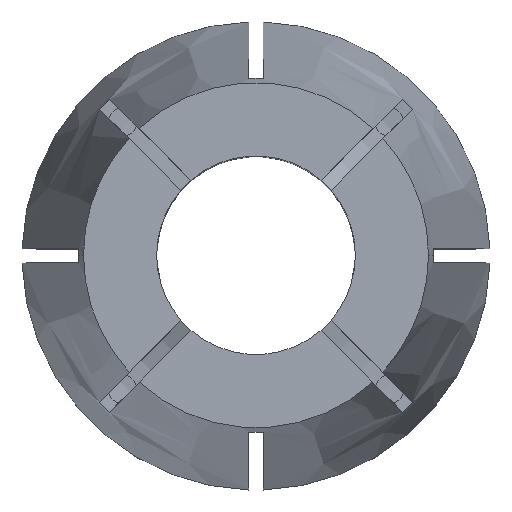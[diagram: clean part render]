
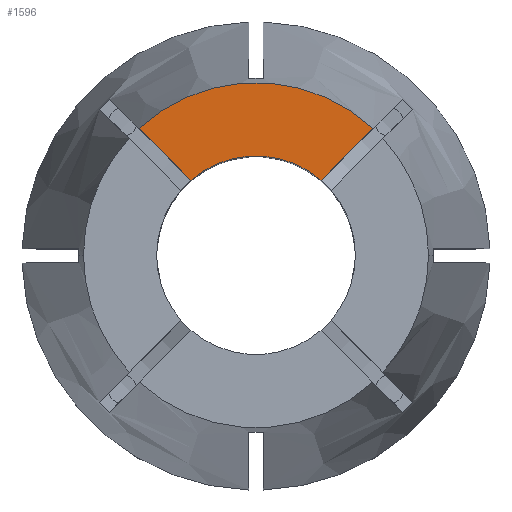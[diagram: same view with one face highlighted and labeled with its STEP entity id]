
A CAD part, top view. The second image highlights one B-rep face of the part: STEP entity #1596.
In plain terms, the highlighted planar face has unit normal (0, 0, 1).
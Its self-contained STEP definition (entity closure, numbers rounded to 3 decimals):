
#58 = CIRCLE ( 'NONE', #537, 12.158 ) ;
#137 = CARTESIAN_POINT ( 'NONE',  ( -4.584, 5.291, 0. ) ) ;
#153 = EDGE_CURVE ( 'NONE', #1599, #2201, #58, .T. ) ;
#244 = DIRECTION ( 'NONE',  ( 0., 0., 1. ) ) ;
#311 = CARTESIAN_POINT ( 'NONE',  ( 0., 0., 0. ) ) ;
#357 = AXIS2_PLACEMENT_3D ( 'NONE', #2352, #529, #1802 ) ;
#416 = EDGE_CURVE ( 'NONE', #2339, #1599, #1698, .T. ) ;
#515 = EDGE_CURVE ( 'NONE', #2201, #1982, #1956, .T. ) ;
#525 = ORIENTED_EDGE ( 'NONE', *, *, #153, .T. ) ;
#529 = DIRECTION ( 'NONE',  ( 0., 0., 1. ) ) ;
#537 = AXIS2_PLACEMENT_3D ( 'NONE', #311, #244, #1346 ) ;
#676 = DIRECTION ( 'NONE',  ( 0., 0., -1. ) ) ;
#682 = CARTESIAN_POINT ( 'NONE',  ( 4.584, 5.291, 0. ) ) ;
#742 = CIRCLE ( 'NONE', #357, 7. ) ;
#768 = ORIENTED_EDGE ( 'NONE', *, *, #1332, .F. ) ;
#855 = CARTESIAN_POINT ( 'NONE',  ( 8.236, 8.943, 0. ) ) ;
#996 = AXIS2_PLACEMENT_3D ( 'NONE', #1043, #676, #1975 ) ;
#997 = CARTESIAN_POINT ( 'NONE',  ( -8.236, 8.943, 0. ) ) ;
#1043 = CARTESIAN_POINT ( 'NONE',  ( 0., 0., 0. ) ) ;
#1044 = FACE_OUTER_BOUND ( 'NONE', #1224, .T. ) ;
#1130 = DIRECTION ( 'NONE',  ( 0.707, -0.707, 0. ) ) ;
#1224 = EDGE_LOOP ( 'NONE', ( #768, #2372, #525, #1659 ) ) ;
#1314 = CARTESIAN_POINT ( 'NONE',  ( 0.354, 0.354, 0. ) ) ;
#1332 = EDGE_CURVE ( 'NONE', #2339, #1982, #742, .T. ) ;
#1346 = DIRECTION ( 'NONE',  ( 1., 0., 0. ) ) ;
#1596 = ADVANCED_FACE ( 'NONE', ( #1044 ), #1792, .F. ) ;
#1599 = VERTEX_POINT ( 'NONE', #855 ) ;
#1659 = ORIENTED_EDGE ( 'NONE', *, *, #515, .T. ) ;
#1698 = LINE ( 'NONE', #2277, #2138 ) ;
#1792 = PLANE ( 'NONE',  #996 ) ;
#1802 = DIRECTION ( 'NONE',  ( 1., 0., 0. ) ) ;
#1956 = LINE ( 'NONE', #1314, #2414 ) ;
#1975 = DIRECTION ( 'NONE',  ( -1., 0., 0. ) ) ;
#1982 = VERTEX_POINT ( 'NONE', #137 ) ;
#2091 = DIRECTION ( 'NONE',  ( 0.707, 0.707, 0. ) ) ;
#2138 = VECTOR ( 'NONE', #2091, 1000. ) ;
#2201 = VERTEX_POINT ( 'NONE', #997 ) ;
#2277 = CARTESIAN_POINT ( 'NONE',  ( -0.354, 0.354, 0. ) ) ;
#2339 = VERTEX_POINT ( 'NONE', #682 ) ;
#2352 = CARTESIAN_POINT ( 'NONE',  ( 0., 0., 0. ) ) ;
#2372 = ORIENTED_EDGE ( 'NONE', *, *, #416, .T. ) ;
#2414 = VECTOR ( 'NONE', #1130, 1000. ) ;
